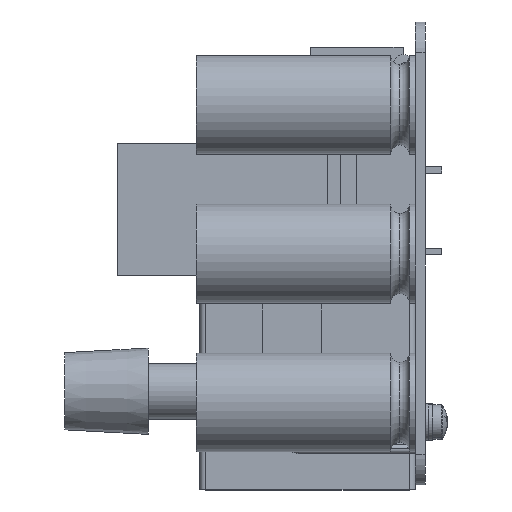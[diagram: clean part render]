
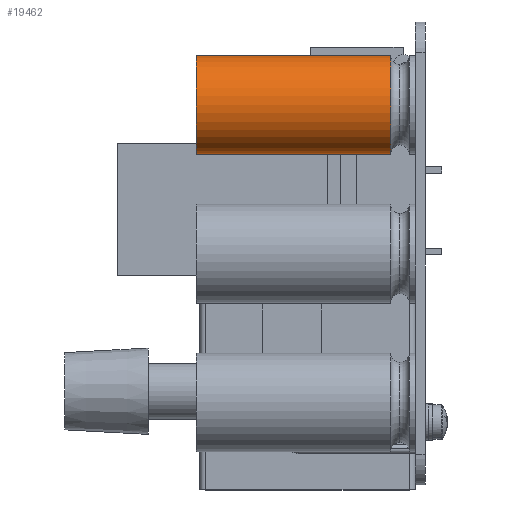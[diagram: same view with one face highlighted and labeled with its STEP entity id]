
A CAD part, left-side view. The second image highlights one B-rep face of the part: STEP entity #19462.
In plain terms, the highlighted cylindrical face has radius 8 mm (diameter 16 mm), a partial arc.
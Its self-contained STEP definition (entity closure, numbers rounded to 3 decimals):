
#544 = CARTESIAN_POINT ( 'NONE',  ( -30.289, 5.6, 16.077 ) ) ;
#3504 = ORIENTED_EDGE ( 'NONE', *, *, #8201, .F. ) ;
#3794 = EDGE_CURVE ( 'NONE', #13997, #11644, #15148, .T. ) ;
#3877 = CARTESIAN_POINT ( 'NONE',  ( -30.289, 37.1, 32.077 ) ) ;
#4205 = DIRECTION ( 'NONE',  ( 0., -1., 0. ) ) ;
#4279 = CARTESIAN_POINT ( 'NONE',  ( -30.289, 37.1, 16.077 ) ) ;
#4898 = DIRECTION ( 'NONE',  ( 0., -1., 0. ) ) ;
#5009 = ORIENTED_EDGE ( 'NONE', *, *, #8497, .F. ) ;
#5074 = AXIS2_PLACEMENT_3D ( 'NONE', #13687, #12195, #10693 ) ;
#5367 = AXIS2_PLACEMENT_3D ( 'NONE', #11372, #4898, #10984 ) ;
#6497 = CYLINDRICAL_SURFACE ( 'NONE', #5367, 8. ) ;
#6534 = ORIENTED_EDGE ( 'NONE', *, *, #3794, .T. ) ;
#6605 = ORIENTED_EDGE ( 'NONE', *, *, #14772, .F. ) ;
#6692 = FACE_OUTER_BOUND ( 'NONE', #16165, .T. ) ;
#8201 = EDGE_CURVE ( 'NONE', #14246, #16440, #17962, .T. ) ;
#8277 = DIRECTION ( 'NONE',  ( 0., 0., 1. ) ) ;
#8497 = EDGE_CURVE ( 'NONE', #13997, #14246, #17720, .T. ) ;
#8989 = CARTESIAN_POINT ( 'NONE',  ( -30.289, 5.6, 32.077 ) ) ;
#9670 = CARTESIAN_POINT ( 'NONE',  ( -30.289, 37.1, 16.077 ) ) ;
#9815 = VECTOR ( 'NONE', #10363, 1000. ) ;
#10363 = DIRECTION ( 'NONE',  ( 0., -1., 0. ) ) ;
#10693 = DIRECTION ( 'NONE',  ( 0., 0., -1. ) ) ;
#10984 = DIRECTION ( 'NONE',  ( 0., 0., -1. ) ) ;
#11131 = CIRCLE ( 'NONE', #5074, 8. ) ;
#11361 = DIRECTION ( 'NONE',  ( 0., 1., 0. ) ) ;
#11372 = CARTESIAN_POINT ( 'NONE',  ( -30.289, 37.1, 24.077 ) ) ;
#11563 = CARTESIAN_POINT ( 'NONE',  ( -30.289, 37.1, 24.077 ) ) ;
#11644 = VERTEX_POINT ( 'NONE', #544 ) ;
#12195 = DIRECTION ( 'NONE',  ( 0., -1., 0. ) ) ;
#13687 = CARTESIAN_POINT ( 'NONE',  ( -30.289, 5.6, 24.077 ) ) ;
#13997 = VERTEX_POINT ( 'NONE', #9670 ) ;
#14246 = VERTEX_POINT ( 'NONE', #3877 ) ;
#14772 = EDGE_CURVE ( 'NONE', #16440, #11644, #11131, .T. ) ;
#15148 = LINE ( 'NONE', #4279, #9815 ) ;
#16165 = EDGE_LOOP ( 'NONE', ( #3504, #5009, #6534, #6605 ) ) ;
#16440 = VERTEX_POINT ( 'NONE', #8989 ) ;
#17067 = VECTOR ( 'NONE', #4205, 1000. ) ;
#17720 = CIRCLE ( 'NONE', #18347, 8. ) ;
#17962 = LINE ( 'NONE', #18161, #17067 ) ;
#18161 = CARTESIAN_POINT ( 'NONE',  ( -30.289, 37.1, 32.077 ) ) ;
#18347 = AXIS2_PLACEMENT_3D ( 'NONE', #11563, #11361, #8277 ) ;
#19462 = ADVANCED_FACE ( 'NONE', ( #6692 ), #6497, .T. ) ;
